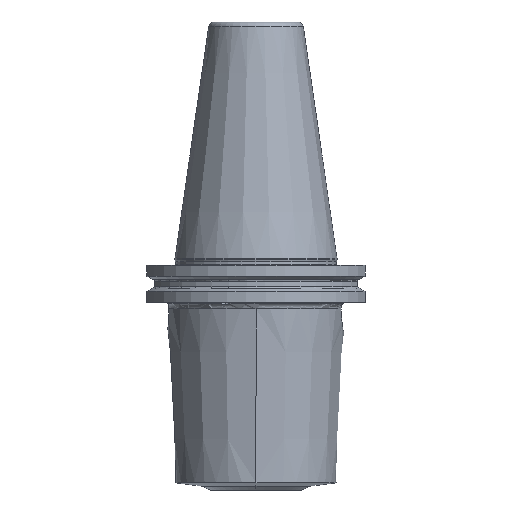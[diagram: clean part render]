
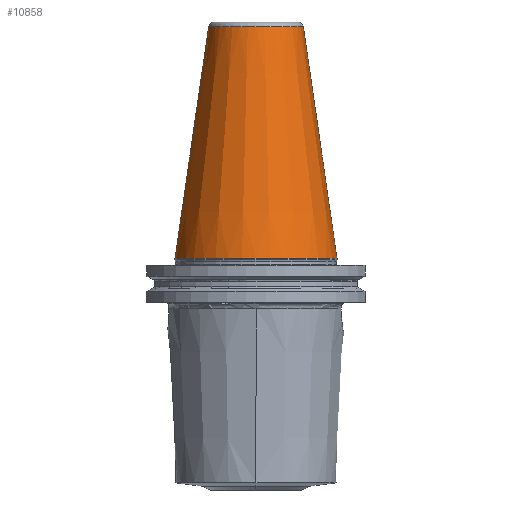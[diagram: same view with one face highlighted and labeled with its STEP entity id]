
A CAD part, front view. The second image highlights one B-rep face of the part: STEP entity #10858.
In plain terms, the highlighted conical face has half-angle 8.3 degrees and reference radius 27.659 mm.
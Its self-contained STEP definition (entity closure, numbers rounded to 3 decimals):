
#5493=CARTESIAN_POINT('',(0.,0.,0.));
#5494=DIRECTION('',(0.,0.,1.));
#5495=DIRECTION('',(-1.,0.,0.));
#5496=AXIS2_PLACEMENT_3D('',#5493,#5494,#5495);
#5509=CARTESIAN_POINT('',(0.,0.,99.611));
#5510=DIRECTION('',(0.,0.,1.));
#5511=DIRECTION('',(-1.,0.,0.));
#5512=AXIS2_PLACEMENT_3D('',#5509,#5510,#5511);
#5701=DIRECTION('',(0.144,0.,0.99));
#5702=VECTOR('',#5701,100.665);
#5703=CARTESIAN_POINT('',(-34.925,0.,0.));
#5704=LINE('',#5703,#5702);
#5716=DIRECTION('',(-0.144,0.,0.99));
#5717=VECTOR('',#5716,100.665);
#5718=CARTESIAN_POINT('',(34.925,0.,0.));
#5719=LINE('',#5718,#5717);
#7401=CARTESIAN_POINT('',(34.925,0.,0.));
#7402=VERTEX_POINT('',#7401);
#7403=CARTESIAN_POINT('',(-34.925,0.,0.));
#7404=VERTEX_POINT('',#7403);
#7597=CARTESIAN_POINT('',(-20.393,0.,99.611));
#7598=CARTESIAN_POINT('',(20.393,0.,99.611));
#7599=VERTEX_POINT('',#7597);
#7600=VERTEX_POINT('',#7598);
#10844=CARTESIAN_POINT('',(0.,0.,49.805));
#10845=DIRECTION('',(0.,0.,-1.));
#10846=DIRECTION('',(-1.,0.,0.));
#10847=AXIS2_PLACEMENT_3D('',#10844,#10845,#10846);
#10848=CONICAL_SURFACE('',#10847,27.659,8.3);
#10850=ORIENTED_EDGE('',*,*,#10849,.T.);
#10852=ORIENTED_EDGE('',*,*,#10851,.F.);
#10853=ORIENTED_EDGE('',*,*,#10839,.F.);
#10855=ORIENTED_EDGE('',*,*,#10854,.T.);
#10856=EDGE_LOOP('',(#10850,#10852,#10853,#10855));
#10857=FACE_OUTER_BOUND('',#10856,.F.);
#5497=CIRCLE('',#5496,34.925);
#5513=CIRCLE('',#5512,20.393);
#10839=EDGE_CURVE('',#7404,#7402,#5497,.T.);
#10849=EDGE_CURVE('',#7599,#7600,#5513,.T.);
#10851=EDGE_CURVE('',#7402,#7600,#5719,.T.);
#10854=EDGE_CURVE('',#7404,#7599,#5704,.T.);
#10858=ADVANCED_FACE('',(#10857),#10848,.T.);
